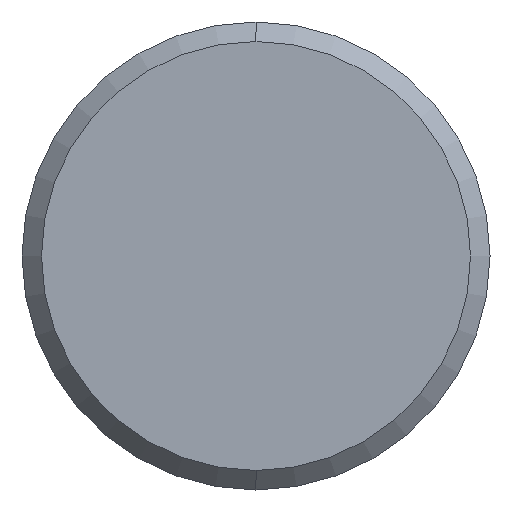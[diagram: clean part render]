
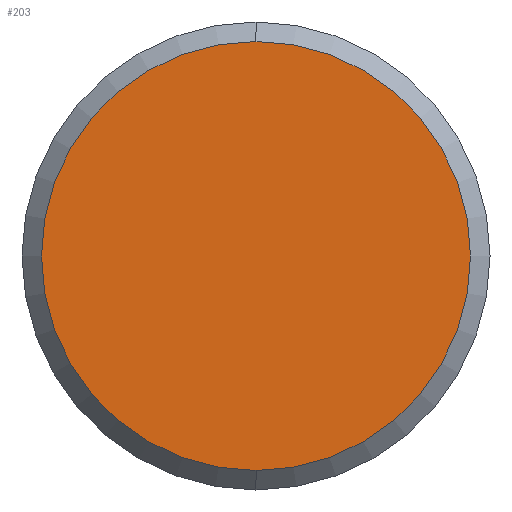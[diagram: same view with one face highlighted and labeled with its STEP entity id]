
A CAD part, left-side view. The second image highlights one B-rep face of the part: STEP entity #203.
In plain terms, the highlighted planar face has unit normal (-1, 0, 0).
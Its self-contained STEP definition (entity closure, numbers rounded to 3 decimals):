
#19 = CARTESIAN_POINT ( 'NONE',  ( -1.3, 0., 0. ) ) ;
#41 = CIRCLE ( 'NONE', #163, 2.75 ) ;
#52 = EDGE_CURVE ( 'NONE', #90, #204, #126, .T. ) ;
#63 = EDGE_LOOP ( 'NONE', ( #210, #177 ) ) ;
#72 = DIRECTION ( 'NONE',  ( 1., 0., 0. ) ) ;
#90 = VERTEX_POINT ( 'NONE', #157 ) ;
#108 = AXIS2_PLACEMENT_3D ( 'NONE', #289, #248, #218 ) ;
#126 = CIRCLE ( 'NONE', #108, 2.75 ) ;
#155 = EDGE_CURVE ( 'NONE', #204, #90, #41, .T. ) ;
#157 = CARTESIAN_POINT ( 'NONE',  ( -1.3, 0., 2.75 ) ) ;
#160 = CARTESIAN_POINT ( 'NONE',  ( -1.3, 0., -2.75 ) ) ;
#163 = AXIS2_PLACEMENT_3D ( 'NONE', #19, #279, #299 ) ;
#177 = ORIENTED_EDGE ( 'NONE', *, *, #52, .T. ) ;
#203 = ADVANCED_FACE ( 'NONE', ( #208 ), #207, .F. ) ;
#204 = VERTEX_POINT ( 'NONE', #160 ) ;
#205 = AXIS2_PLACEMENT_3D ( 'NONE', #235, #72, #288 ) ;
#207 = PLANE ( 'NONE',  #205 ) ;
#208 = FACE_OUTER_BOUND ( 'NONE', #63, .T. ) ;
#210 = ORIENTED_EDGE ( 'NONE', *, *, #155, .T. ) ;
#218 = DIRECTION ( 'NONE',  ( 0., 0., -1. ) ) ;
#235 = CARTESIAN_POINT ( 'NONE',  ( -1.3, 0., 0. ) ) ;
#248 = DIRECTION ( 'NONE',  ( -1., 0., 0. ) ) ;
#279 = DIRECTION ( 'NONE',  ( -1., 0., 0. ) ) ;
#288 = DIRECTION ( 'NONE',  ( 0., 0., -1. ) ) ;
#289 = CARTESIAN_POINT ( 'NONE',  ( -1.3, 0., 0. ) ) ;
#299 = DIRECTION ( 'NONE',  ( 0., 0., -1. ) ) ;
